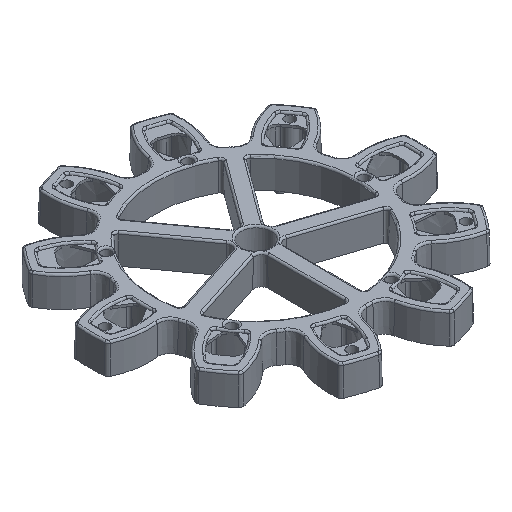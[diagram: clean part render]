
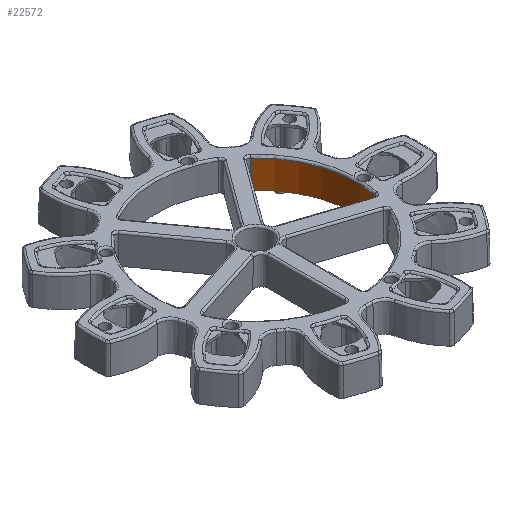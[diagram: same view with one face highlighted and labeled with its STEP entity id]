
A CAD part, isometric view. The second image highlights one B-rep face of the part: STEP entity #22572.
In plain terms, the highlighted conical face has half-angle 1 degrees and reference radius 85.275 mm.
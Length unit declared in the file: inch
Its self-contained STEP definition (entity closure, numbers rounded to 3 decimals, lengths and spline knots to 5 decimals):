
#915=CONICAL_SURFACE('',#25395,3.35728,1.);
#1850=FACE_OUTER_BOUND('',#3302,.T.);
#3302=EDGE_LOOP('',(#17890,#17891,#17892,#17893));
#4601=LINE('',#40153,#5811);
#4602=LINE('',#40191,#5812);
#5811=VECTOR('',#31217,0.93655);
#5812=VECTOR('',#31234,0.93655);
#6991=CIRCLE('',#23646,3.36545);
#8168=CIRCLE('',#25393,3.34911);
#8997=VERTEX_POINT('',#35465);
#8998=VERTEX_POINT('',#35467);
#10305=VERTEX_POINT('',#40151);
#10306=VERTEX_POINT('',#40159);
#11349=EDGE_CURVE('',#8998,#8997,#6991,.T.);
#13092=EDGE_CURVE('',#10305,#8998,#4601,.T.);
#13095=EDGE_CURVE('',#10306,#10305,#8168,.T.);
#13098=EDGE_CURVE('',#10306,#8997,#4602,.T.);
#17890=ORIENTED_EDGE('',*,*,#13098,.F.);
#17891=ORIENTED_EDGE('',*,*,#13095,.T.);
#17892=ORIENTED_EDGE('',*,*,#13092,.T.);
#17893=ORIENTED_EDGE('',*,*,#11349,.T.);
#22572=ADVANCED_FACE('',(#1850),#915,.F.);
#23646=AXIS2_PLACEMENT_3D('',#35468,#27340,#27341);
#25393=AXIS2_PLACEMENT_3D('',#40160,#31228,#31229);
#25395=AXIS2_PLACEMENT_3D('',#40190,#31232,#31233);
#27340=DIRECTION('center_axis',(0.,0.,-1.));
#27341=DIRECTION('ref_axis',(0.679,0.734,0.));
#31217=DIRECTION('',(0.012,0.013,-1.));
#31228=DIRECTION('center_axis',(0.,0.,1.));
#31229=DIRECTION('ref_axis',(1.,0.,0.));
#31232=DIRECTION('center_axis',(0.,0.,-1.));
#31233=DIRECTION('ref_axis',(-0.309,0.951,0.));
#31234=DIRECTION('',(0.017,-0.004,-1.));
#35465=CARTESIAN_POINT('',(3.29598,-0.68034,0.));
#35467=CARTESIAN_POINT('',(2.28414,2.47163,0.));
#35468=CARTESIAN_POINT('Origin',(0.,0.,0.));
#40151=CARTESIAN_POINT('',(2.27305,2.45963,0.93641));
#40153=CARTESIAN_POINT('',(2.27305,2.45963,0.93641));
#40159=CARTESIAN_POINT('',(3.27999,-0.67687,0.93641));
#40160=CARTESIAN_POINT('Origin',(0.,0.,0.93641));
#40190=CARTESIAN_POINT('Origin',(0.,0.,0.4682));
#40191=CARTESIAN_POINT('',(3.27999,-0.67687,0.93641));
